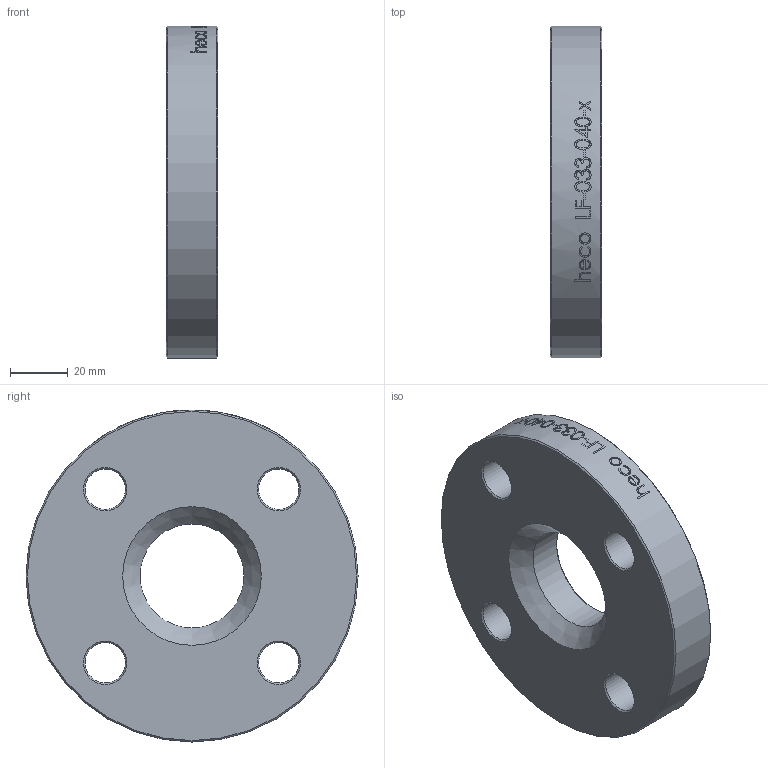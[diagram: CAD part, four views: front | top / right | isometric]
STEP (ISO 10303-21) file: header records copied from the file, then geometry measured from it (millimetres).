
FILE_DESCRIPTION (( 'STEP AP214' ), '1' );
FILE_NAME ('LF-033-040-x Loser Flansch PN40 2101.STEP', '2021-01-26T10:58:02', ( '' ), ( '' ), 'SwSTEP 2.0', 'SolidWorks 2019', '' );
FILE_SCHEMA (( 'AUTOMOTIVE_DESIGN' ));
Length unit declared in the file: millimetre
Products named in the file (1): LF-033-040-x Loser Flansch PN40 2101
Bounding box: 18 x 115 x 115 mm (x, y, z)
Volume: 155131.5 mm3; surface area: 28514.9 mm2
Topology: 1 solids, 1 shells, 42 faces, 213 edges, 194 vertices
Faces by surface type: cylinder 28, cone 12, plane 2
Full cylindrical faces by diameter (mm): 14 x4, 36 x1, 115 x1
Entity records: 5612 total; most frequent: CARTESIAN_POINT 3848, ORIENTED_EDGE 372, DIRECTION 226, VERTEX_POINT 186, EDGE_CURVE 186, B_SPLINE_CURVE_WITH_KNOTS 103, AXIS2_PLACEMENT_3D 100, EDGE_LOOP 92
